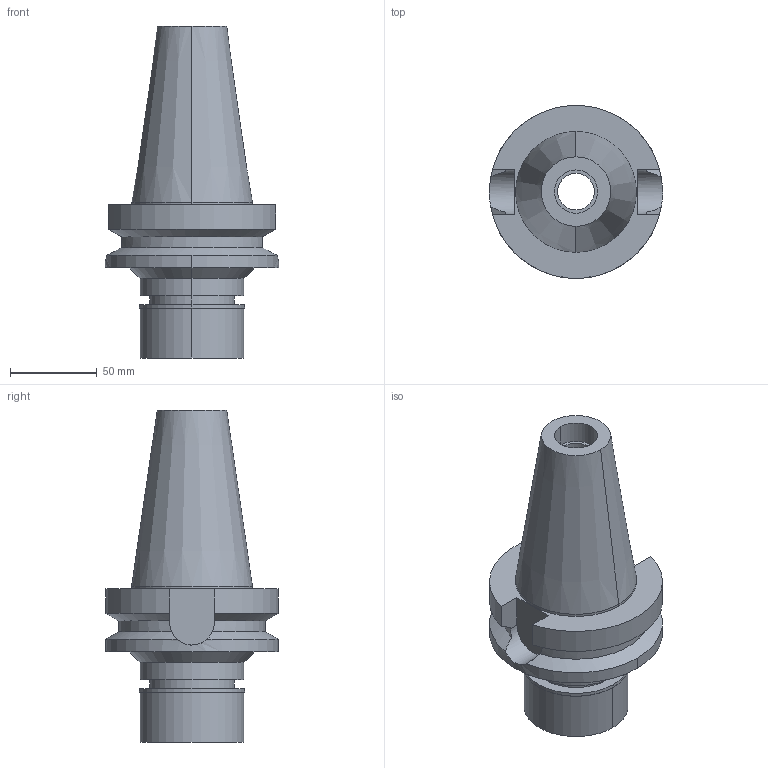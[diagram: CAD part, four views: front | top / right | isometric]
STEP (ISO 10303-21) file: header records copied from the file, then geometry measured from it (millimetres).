
FILE_DESCRIPTION (( 'STEP AP203' ), '1' );
FILE_NAME ('BBT50-MEGA25N-90.stp', '2019-07-02T17:40:29', ( '' ), ( '' ), 'SwSTEP 2.0', 'SolidWorks 2019', '' );
FILE_SCHEMA (( 'CONFIG_CONTROL_DESIGN' ));
Length unit declared in the file: millimetre
Products named in the file (7): BBT50-MEGA25N-90-254.stp; MGN25_1.stp; BBT50-MEGA25N-90-254-FreeParts; BBT50-MEGA25N-90_1.stp; BBT50-MEGA25N-90; DXF_TEMP_ASSY_ASM_4_ASM.stp; BBT50MN25090-254_ASM.stp
Assembly tree (5 placements, depth 5):
  BBT50-MEGA25N-90-254-FreeParts
  BBT50-MEGA25N-90
    BBT50-MEGA25N-90-254.stp
      BBT50MN25090-254_ASM.stp
        DXF_TEMP_ASSY_ASM_4_ASM.stp
          BBT50-MEGA25N-90_1.stp
          MGN25_1.stp
Bounding box: 100 x 100 x 191.8 mm (x, y, z)
Volume: 530751.2 mm3; surface area: 79843.1 mm2
Topology: 2 solids, 2 shells, 74 faces, 165 edges, 107 vertices
Faces by surface type: cylinder 38, plane 22, cone 14
Entity records: 2998 total; most frequent: CARTESIAN_POINT 576, DIRECTION 406, ORIENTED_EDGE 330, AXIS2_PLACEMENT_3D 171, EDGE_CURVE 165, VERTEX_POINT 107, EDGE_LOOP 90, CIRCLE 86
